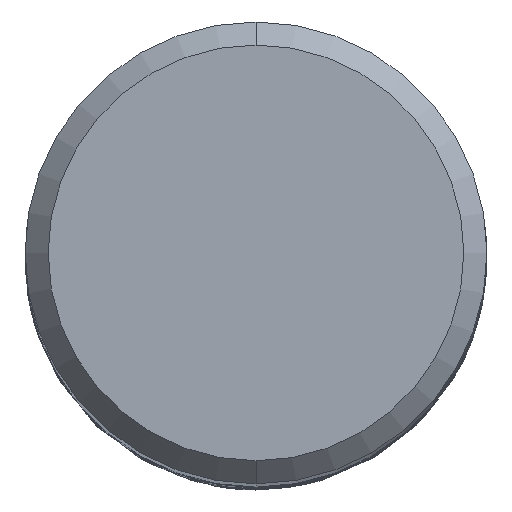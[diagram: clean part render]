
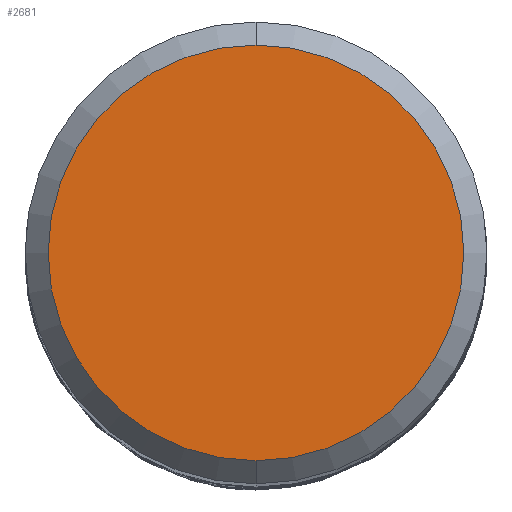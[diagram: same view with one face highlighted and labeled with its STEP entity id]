
A CAD part, top view. The second image highlights one B-rep face of the part: STEP entity #2681.
In plain terms, the highlighted planar face has unit normal (0, 0, 1).
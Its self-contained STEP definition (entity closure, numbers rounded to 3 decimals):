
#1319=VERTEX_POINT('',#3137);
#1385=EDGE_CURVE('',#1805,#1319,#3214,.T.);
#1805=VERTEX_POINT('',#3670);
#2199=EDGE_CURVE('',#1319,#1805,#4106,.T.);
#2681=ADVANCED_FACE('',(#4625),#4626,.T.);
#3137=CARTESIAN_POINT('',(0.0,5.4,0.0));
#3214=CIRCLE('',#10504,5.4);
#3670=CARTESIAN_POINT('',(0.,-5.4,0.0));
#4106=CIRCLE('',#19851,5.4);
#4625=FACE_OUTER_BOUND('',#25493,.T.);
#4626=PLANE('',#25494);
#10504=AXIS2_PLACEMENT_3D('',#26036,#26037,#26038);
#19851=AXIS2_PLACEMENT_3D('',#27025,#27026,#27027);
#25493=EDGE_LOOP('',(#27569,#27570));
#25494=AXIS2_PLACEMENT_3D('',#27571,#27572,#27573);
#26036=CARTESIAN_POINT('',(0.0,0.0,0.0));
#26037=DIRECTION('',(0.0,0.0,-1.0));
#26038=DIRECTION('',(0.0,1.0,0.0));
#27025=CARTESIAN_POINT('',(0.0,0.0,0.0));
#27026=DIRECTION('',(0.0,0.0,-1.0));
#27027=DIRECTION('',(0.0,1.0,0.0));
#27569=ORIENTED_EDGE('',*,*,#2199,.F.);
#27570=ORIENTED_EDGE('',*,*,#1385,.F.);
#27571=CARTESIAN_POINT('',(0.0,2.7,0.0));
#27572=DIRECTION('',(-0.0,0.0,1.0));
#27573=DIRECTION('',(0.0,-1.0,0.0));
